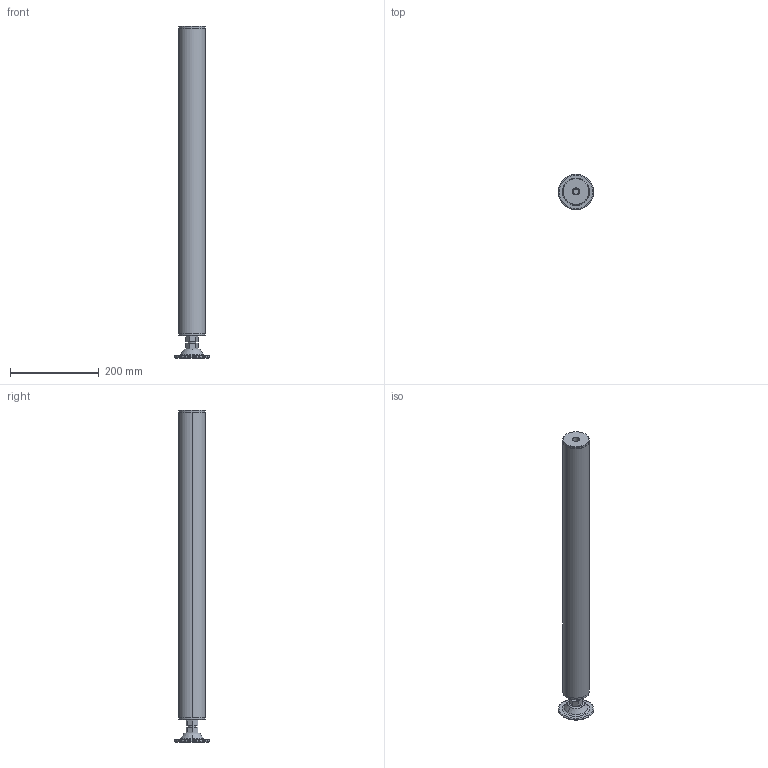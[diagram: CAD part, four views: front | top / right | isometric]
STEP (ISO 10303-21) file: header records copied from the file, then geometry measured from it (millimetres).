
FILE_DESCRIPTION(('STEP AP214'),'1');
FILE_NAME('160858.STP','2011-09-08T14:01:49',(' '),(' '),'Spatial InterOp 3D',' ',' ');
FILE_SCHEMA(('automotive_design'));
Length unit declared in the file: millimetre
Products named in the file (6): Zylinder; Rotationskörper; gerades Prisma
Bounding box: 80 x 80 x 750 mm (x, y, z)
Volume: 533908.1 mm3; surface area: 287618.2 mm2
Topology: 6 solids, 6 shells, 86 faces, 192 edges, 126 vertices
Faces by surface type: plane 32, cylinder 26, cone 16, torus 12
Entity records: 3281 total; most frequent: DIRECTION 490, CARTESIAN_POINT 410, ORIENTED_EDGE 384, AXIS2_PLACEMENT_3D 206, EDGE_CURVE 192, VERTEX_POINT 126, CIRCLE 114, EDGE_LOOP 100
